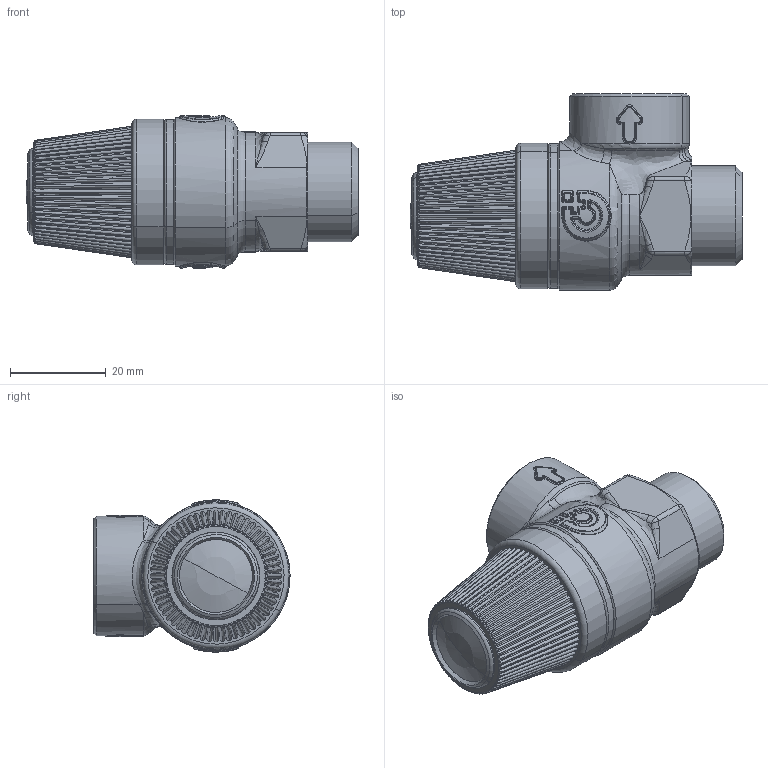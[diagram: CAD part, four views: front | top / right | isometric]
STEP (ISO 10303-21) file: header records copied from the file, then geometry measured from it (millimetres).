
FILE_DESCRIPTION(('CATIA V5 STEP Exchange','CAx-IF Rec.Pracs.--- Model Styling and Organization---1.5--- 2016-08-15','CAx-IF Rec.Pracs.---Supplemental Geometry---1.0---2011-11-01','CAx-IF Rec.Pracs.--- Composite Materials ---3.4---2017-06-13','CAx-IF Rec.Pracs.---Tessellated 3D Geometry---1.0---2015-12-17'),'2;1');
FILE_NAME('STEP_312420_CST_-_TST.stp','2023-02-28T10:43:08+00:00',('none'),('none'),'CATIA Version 5-6 Release 2020 SP5','CATIA V5 STEP AP242 v2','none');
FILE_SCHEMA(('AP242_MANAGED_MODEL_BASED_3D_ENGINEERING_MIM_LF {1 0 10303 442 1 1 4}'));
Length unit declared in the file: millimetre
Products named in the file (1): 312420 CST - TST
Bounding box: 69.4 x 41 x 31.8 mm (x, y, z)
Volume: 42808 mm3; surface area: 10757.9 mm2
Topology: 1 solids, 2 shells, 821 faces, 2139 edges, 1266 vertices
Faces by surface type: bspline 530, cylinder 83, torus 82, plane 55, cone 41, sphere 30
Entity records: 53822 total; most frequent: CARTESIAN_POINT 39283, ORIENTED_EDGE 4160, EDGE_CURVE 2080, B_SPLINE_CURVE_WITH_KNOTS 1625, VERTEX_POINT 1266, EDGE_LOOP 832, ADVANCED_FACE 821, FACE_OUTER_BOUND 821
